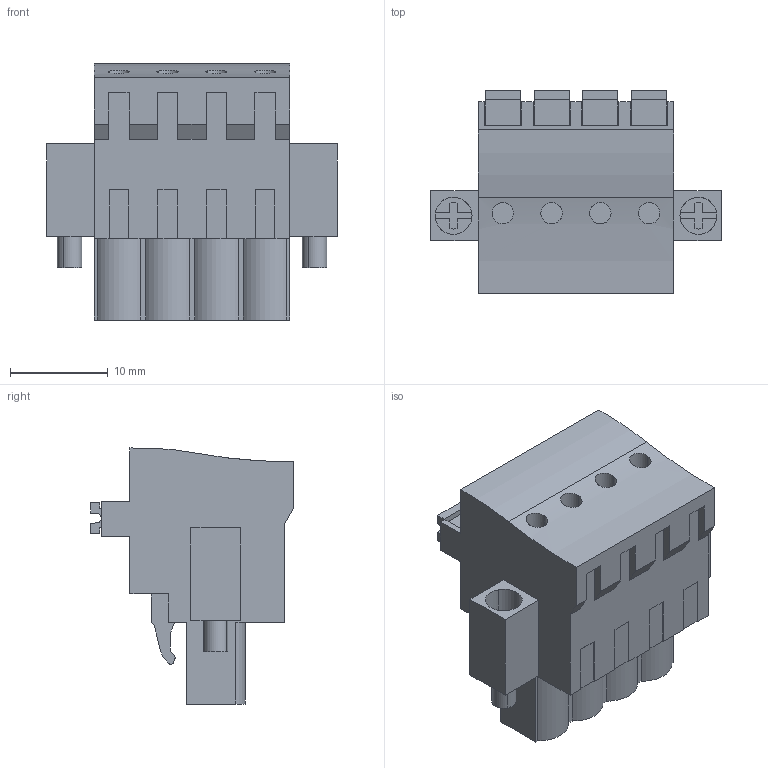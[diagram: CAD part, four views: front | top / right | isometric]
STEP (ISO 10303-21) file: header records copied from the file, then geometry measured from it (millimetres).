
FILE_DESCRIPTION(('CATIA V5 STEP Exchange','CAx-IF Rec.Pracs.--- Model Styling and Organization---1.2---2011-12-15'),'2;1');
FILE_NAME ('D1461102_0_1980660000_1980660000.stp','2017-09-23T15:23:18+00:00',('none'),('Weidmueller'),'CATIA Version 5-6 Release 2014','CATIA V5 STEP AP214','none');
FILE_SCHEMA(('AUTOMOTIVE_DESIGN { 1 0 10303 214 1 1 1 1 }'));
Length unit declared in the file: millimetre
Products named in the file (1): 1980660000
Bounding box: 29.8 x 20.79 x 26.24 mm (x, y, z)
Volume: 6511.3 mm3; surface area: 3880.9 mm2
Topology: 7 solids, 7 shells, 345 faces, 954 edges, 645 vertices
Faces by surface type: plane 269, cylinder 68, extrusion 8
Entity records: 10513 total; most frequent: CARTESIAN_POINT 2098, ORIENTED_EDGE 1908, DIRECTION 1395, EDGE_CURVE 954, VECTOR 785, LINE 777, VERTEX_POINT 645, AXIS2_PLACEMENT_3D 375
